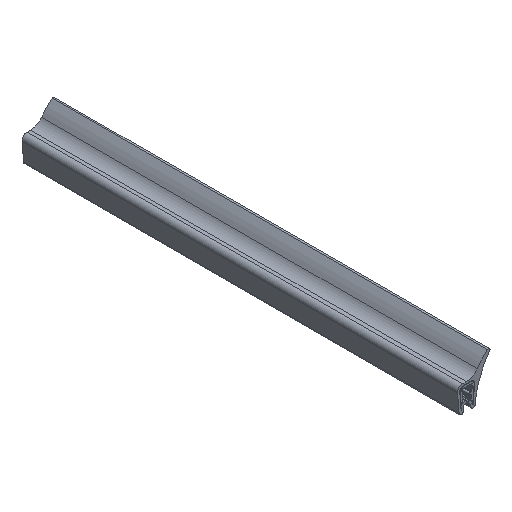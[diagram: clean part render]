
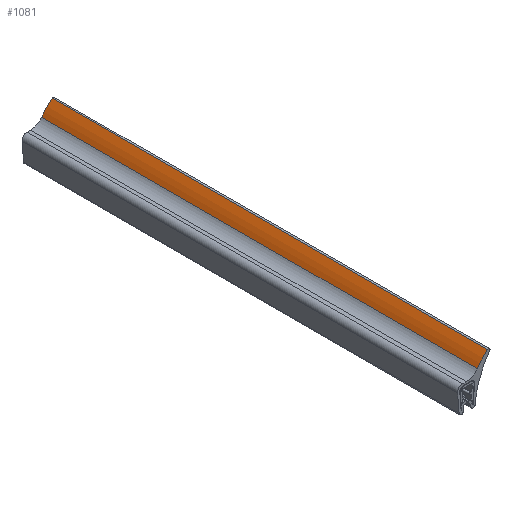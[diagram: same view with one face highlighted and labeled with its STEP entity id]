
A CAD part, isometric view. The second image highlights one B-rep face of the part: STEP entity #1081.
In plain terms, the highlighted free-form (B-spline) face has degree [1, 2] with [2, 3] control points.
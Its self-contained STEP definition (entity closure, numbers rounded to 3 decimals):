
#337=CARTESIAN_POINT('',(9.396,0.0,19.845));
#338=VERTEX_POINT('',#337);
#354=CARTESIAN_POINT('',(4.622,0.0,14.641));
#355=VERTEX_POINT('',#354);
#356=CARTESIAN_POINT('',(9.396,0.0,19.845));
#357=CARTESIAN_POINT('',(6.652,0.0,17.57));
#358=CARTESIAN_POINT('',(4.622,0.0,14.641));
#366=(BOUNDED_CURVE()B_SPLINE_CURVE(2,(#356,#357,#358),.UNSPECIFIED.,.F.,.U.)CURVE()GEOMETRIC_REPRESENTATION_ITEM()QUASI_UNIFORM_CURVE()RATIONAL_B_SPLINE_CURVE((1.0,0.991,1.0))REPRESENTATION_ITEM(''));
#367=EDGE_CURVE('',#338,#355,#366,.T.);
#549=CARTESIAN_POINT('',(4.622,200.0,14.641));
#550=VERTEX_POINT('',#549);
#564=CARTESIAN_POINT('',(9.396,200.0,19.845));
#565=VERTEX_POINT('',#564);
#566=CARTESIAN_POINT('',(9.396,200.0,19.845));
#567=CARTESIAN_POINT('',(6.652,200.,17.57));
#568=CARTESIAN_POINT('',(4.622,200.0,14.641));
#576=(BOUNDED_CURVE()B_SPLINE_CURVE(2,(#566,#567,#568),.UNSPECIFIED.,.F.,.U.)CURVE()GEOMETRIC_REPRESENTATION_ITEM()QUASI_UNIFORM_CURVE()RATIONAL_B_SPLINE_CURVE((1.0,0.991,1.0))REPRESENTATION_ITEM(''));
#577=EDGE_CURVE('',#565,#550,#576,.T.);
#1047=CARTESIAN_POINT('',(4.622,200.0,14.641));
#1048=CARTESIAN_POINT('',(4.622,0.0,14.641));
#1049=QUASI_UNIFORM_CURVE('',1,(#1047,#1048),.UNSPECIFIED.,.F.,.U.);
#1050=EDGE_CURVE('',#550,#355,#1049,.T.);
#1057=CARTESIAN_POINT('',(4.423,205.0,14.35));
#1058=CARTESIAN_POINT('',(4.423,-5.125,14.35));
#1059=CARTESIAN_POINT('',(6.615,205.0,17.605));
#1060=CARTESIAN_POINT('',(6.615,-5.125,17.605));
#1061=CARTESIAN_POINT('',(9.67,205.,20.068));
#1062=CARTESIAN_POINT('',(9.67,-5.125,20.068));
#1070=(BOUNDED_SURFACE()B_SPLINE_SURFACE(1,2,((#1057,#1059,#1061),(#1058,#1060,#1062)),.UNSPECIFIED.,.F.,.F.,.U.)B_SPLINE_SURFACE_WITH_KNOTS((2,2),(3,3),(0.0,210.125),(0.0,7.804),.UNSPECIFIED.)GEOMETRIC_REPRESENTATION_ITEM()RATIONAL_B_SPLINE_SURFACE(((0.998,0.985,0.995),(0.998,0.985,0.995)))REPRESENTATION_ITEM('')SURFACE());
#1071=ORIENTED_EDGE('',*,*,#367,.F.);
#1072=CARTESIAN_POINT('',(9.396,200.0,19.845));
#1073=CARTESIAN_POINT('',(9.396,0.0,19.845));
#1074=QUASI_UNIFORM_CURVE('',1,(#1072,#1073),.UNSPECIFIED.,.F.,.U.);
#1075=EDGE_CURVE('',#565,#338,#1074,.T.);
#1076=ORIENTED_EDGE('',*,*,#1075,.F.);
#1077=ORIENTED_EDGE('',*,*,#577,.T.);
#1078=ORIENTED_EDGE('',*,*,#1050,.T.);
#1079=EDGE_LOOP('',(#1071,#1076,#1077,#1078));
#1080=FACE_OUTER_BOUND('',#1079,.T.);
#1081=ADVANCED_FACE('',(#1080),#1070,.T.);
